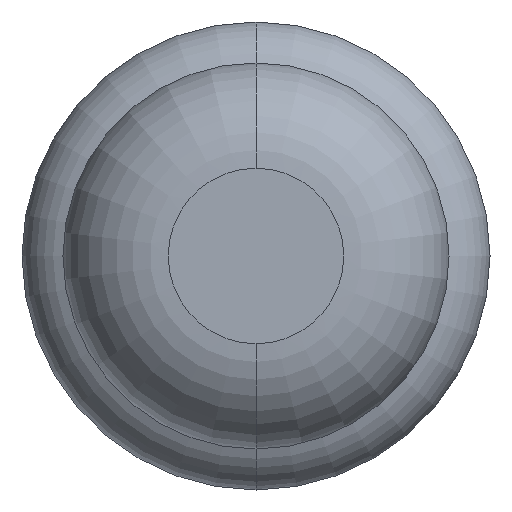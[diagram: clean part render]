
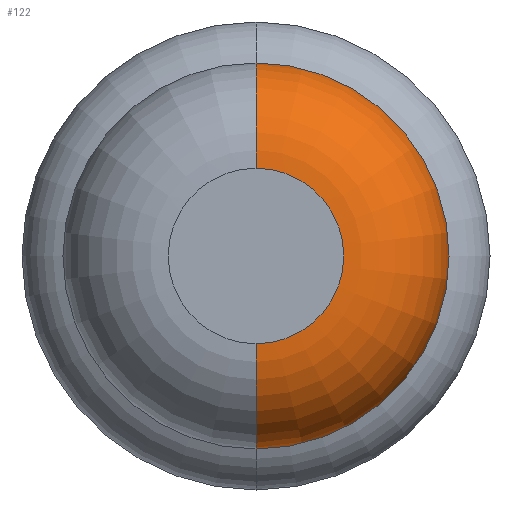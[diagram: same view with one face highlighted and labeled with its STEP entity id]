
A CAD part, front view. The second image highlights one B-rep face of the part: STEP entity #122.
In plain terms, the highlighted toroidal (fillet/blend) face has major radius 0.375 mm and minor radius 0.45 mm.
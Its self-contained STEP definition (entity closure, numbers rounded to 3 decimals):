
#122 = ADVANCED_FACE ( 'Defeature ausgef�hrt1_7', ( #2745 ), #2961, .T. ) ;
#199 = CIRCLE ( 'NONE', #607, 0.45 ) ;
#292 = DIRECTION ( 'NONE',  ( 0., 0., -1. ) ) ;
#464 = DIRECTION ( 'NONE',  ( 0., 0., 1. ) ) ;
#591 = VERTEX_POINT ( 'NONE', #3096 ) ;
#594 = EDGE_CURVE ( 'NONE', #591, #3582, #1090, .T. ) ;
#607 = AXIS2_PLACEMENT_3D ( 'NONE', #1642, #788, #2503 ) ;
#715 = DIRECTION ( 'NONE',  ( 0., 0., 1. ) ) ;
#754 = CARTESIAN_POINT ( 'NONE',  ( 0., -28.55, 0. ) ) ;
#788 = DIRECTION ( 'NONE',  ( -1., 0., 0. ) ) ;
#975 = CARTESIAN_POINT ( 'NONE',  ( 0., -28.55, 0.825 ) ) ;
#1025 = CARTESIAN_POINT ( 'NONE',  ( 0., -29., 0.375 ) ) ;
#1090 = CIRCLE ( 'NONE', #2978, 0.45 ) ;
#1118 = EDGE_CURVE ( 'Defeature ausgef�hrt1_7+Defeature ausgef�hrt1_6+Defeature ausgef�hrt1_6+Defeature ausgef�hrt1_6', #3027, #591, #2655, .T. ) ;
#1289 = VERTEX_POINT ( 'NONE', #975 ) ;
#1324 = ORIENTED_EDGE ( 'NONE', *, *, #3381, .F. ) ;
#1366 = EDGE_LOOP ( 'NONE', ( #3179, #3601, #1324, #2092 ) ) ;
#1580 = DIRECTION ( 'NONE',  ( 0., 1., 0. ) ) ;
#1642 = CARTESIAN_POINT ( 'NONE',  ( 0., -28.55, 0.375 ) ) ;
#1754 = AXIS2_PLACEMENT_3D ( 'NONE', #3018, #1580, #715 ) ;
#1837 = CARTESIAN_POINT ( 'NONE',  ( 0., -28.55, -0.825 ) ) ;
#1986 = CARTESIAN_POINT ( 'NONE',  ( 0., -28.55, -0.375 ) ) ;
#2053 = CARTESIAN_POINT ( 'NONE',  ( 0., -28.55, 0. ) ) ;
#2092 = ORIENTED_EDGE ( 'NONE', *, *, #3063, .F. ) ;
#2475 = DIRECTION ( 'NONE',  ( 0., 1., 0. ) ) ;
#2503 = DIRECTION ( 'NONE',  ( 0., 0., 1. ) ) ;
#2550 = AXIS2_PLACEMENT_3D ( 'NONE', #2053, #2862, #3147 ) ;
#2655 = CIRCLE ( 'NONE', #1754, 0.375 ) ;
#2745 = FACE_OUTER_BOUND ( 'NONE', #1366, .T. ) ;
#2830 = DIRECTION ( 'NONE',  ( 1., 0., 0. ) ) ;
#2862 = DIRECTION ( 'NONE',  ( 0., 1., 0. ) ) ;
#2961 = TOROIDAL_SURFACE ( 'NONE', #3052, 0.375, 0.45 ) ;
#2978 = AXIS2_PLACEMENT_3D ( 'NONE', #1986, #2830, #292 ) ;
#3018 = CARTESIAN_POINT ( 'NONE',  ( 0., -29., 0. ) ) ;
#3027 = VERTEX_POINT ( 'NONE', #1025 ) ;
#3052 = AXIS2_PLACEMENT_3D ( 'NONE', #754, #2475, #464 ) ;
#3063 = EDGE_CURVE ( 'NONE', #3027, #1289, #199, .T. ) ;
#3096 = CARTESIAN_POINT ( 'NONE',  ( 0., -29., -0.375 ) ) ;
#3147 = DIRECTION ( 'NONE',  ( 0., 0., 1. ) ) ;
#3179 = ORIENTED_EDGE ( 'NONE', *, *, #1118, .T. ) ;
#3381 = EDGE_CURVE ( 'Defeature ausgef�hrt1_8+Defeature ausgef�hrt1_7+Defeature ausgef�hrt1_7+Defeature ausgef�hrt1_7', #1289, #3582, #3436, .T. ) ;
#3436 = CIRCLE ( 'NONE', #2550, 0.825 ) ;
#3582 = VERTEX_POINT ( 'NONE', #1837 ) ;
#3601 = ORIENTED_EDGE ( 'NONE', *, *, #594, .T. ) ;
